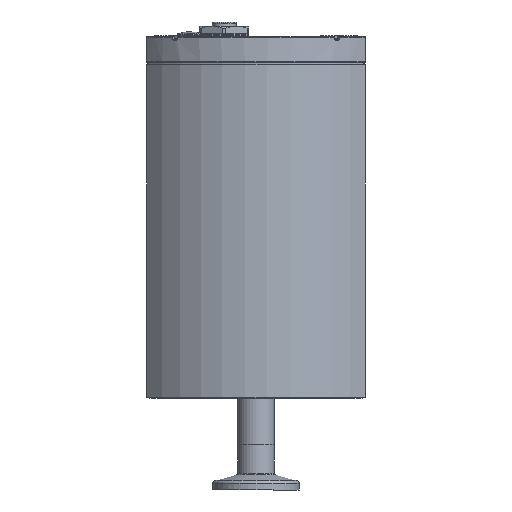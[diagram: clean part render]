
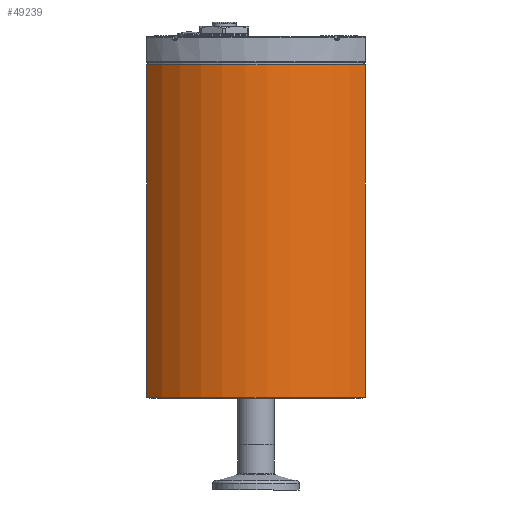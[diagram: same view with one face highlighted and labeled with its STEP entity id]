
A CAD part, left-side view. The second image highlights one B-rep face of the part: STEP entity #49239.
In plain terms, the highlighted cylindrical face has radius 48.5 mm (diameter 97 mm), a partial arc.
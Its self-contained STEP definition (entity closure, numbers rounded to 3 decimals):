
#3097=CIRCLE('',#52826,48.5);
#3108=CIRCLE('',#52845,48.5);
#5981=CYLINDRICAL_SURFACE('',#52844,48.5);
#7405=FACE_OUTER_BOUND('',#10266,.T.);
#10266=EDGE_LOOP('',(#33963,#33964,#33965,#33966));
#13456=LINE('',#79353,#16504);
#13457=LINE('',#79357,#16505);
#16504=VECTOR('',#60623,10.);
#16505=VECTOR('',#60628,10.);
#20543=VERTEX_POINT('',#79307);
#20544=VERTEX_POINT('',#79309);
#20558=VERTEX_POINT('',#79351);
#20559=VERTEX_POINT('',#79355);
#25530=EDGE_CURVE('',#20543,#20544,#3097,.T.);
#25552=EDGE_CURVE('',#20558,#20544,#13456,.T.);
#25553=EDGE_CURVE('',#20558,#20559,#3108,.T.);
#25554=EDGE_CURVE('',#20559,#20543,#13457,.T.);
#33963=ORIENTED_EDGE('',*,*,#25553,.F.);
#33964=ORIENTED_EDGE('',*,*,#25552,.T.);
#33965=ORIENTED_EDGE('',*,*,#25530,.F.);
#33966=ORIENTED_EDGE('',*,*,#25554,.F.);
#49239=ADVANCED_FACE('',(#7405),#5981,.T.);
#52826=AXIS2_PLACEMENT_3D('',#79310,#60576,#60577);
#52844=AXIS2_PLACEMENT_3D('',#79354,#60624,#60625);
#52845=AXIS2_PLACEMENT_3D('',#79356,#60626,#60627);
#60576=DIRECTION('center_axis',(0.,0.,
1.));
#60577=DIRECTION('ref_axis',(-0.626,-0.78,0.));
#60623=DIRECTION('',(0.,0.,1.));
#60624=DIRECTION('center_axis',(0.,0.,
1.));
#60625=DIRECTION('ref_axis',(-0.626,-0.78,0.));
#60626=DIRECTION('center_axis',(0.,0.,
-1.));
#60627=DIRECTION('ref_axis',(-0.626,-0.78,0.));
#60628=DIRECTION('',(0.,0.,1.));
#79307=CARTESIAN_POINT('',(-19.849,37.831,124.6));
#79309=CARTESIAN_POINT('',(-19.849,-37.831,124.6));
#79310=CARTESIAN_POINT('Origin',(10.5,0.,
124.6));
#79351=CARTESIAN_POINT('',(-19.849,-37.831,9.6));
#79353=CARTESIAN_POINT('',(-19.849,-37.831,9.6));
#79354=CARTESIAN_POINT('Origin',(10.5,0.,9.6));
#79355=CARTESIAN_POINT('',(-19.849,37.831,9.6));
#79356=CARTESIAN_POINT('Origin',(10.5,0.,9.6));
#79357=CARTESIAN_POINT('',(-19.849,37.831,9.6));
